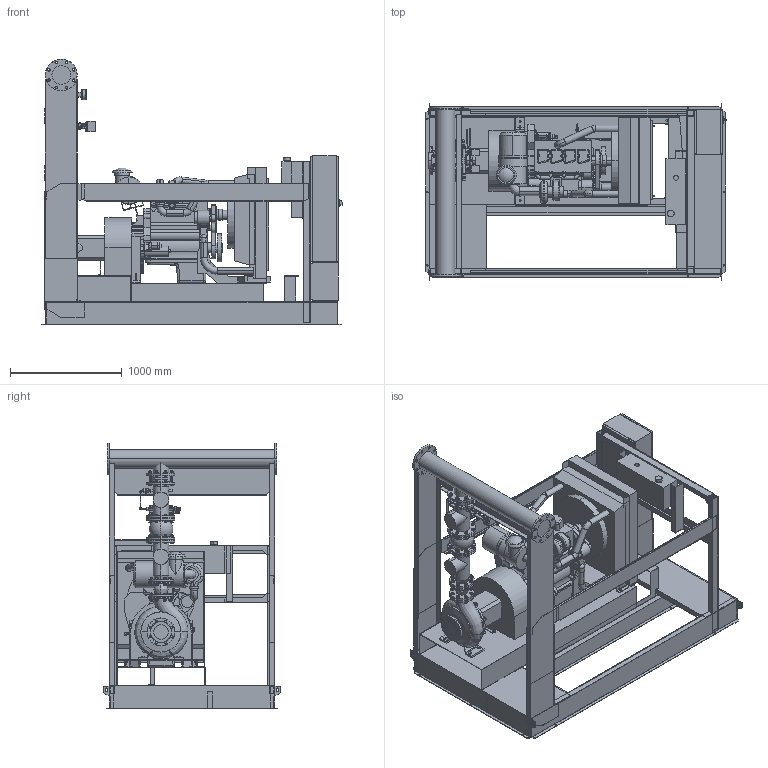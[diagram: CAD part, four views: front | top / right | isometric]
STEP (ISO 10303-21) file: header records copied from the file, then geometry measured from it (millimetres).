
FILE_DESCRIPTION((''),'2;1');
FILE_NAME('3d_Sifire-EN-100_315-294-197D-4183848.stp','2015-05-26T10:41:42',(''),(''),'Mechanical Desktop 2009','Mechanical Desktop 2009',', , ');
FILE_SCHEMA(('CONFIG_CONTROL_DESIGN'));
Length unit declared in the file: millimetre
Products named in the file (1): Product
Bounding box: 2685.5 x 1582 x 2379.5 mm (x, y, z)
Volume: 732152615.2 mm3; surface area: 44885704.3 mm2
Topology: 178 solids, 178 shells, 4754 faces, 11630 edges, 7320 vertices
Faces by surface type: plane 1817, bspline 1264, cylinder 999, cone 544, torus 122, sphere 8
Full cylindrical faces by diameter (mm): 359 x1
Entity records: 151378 total; most frequent: CARTESIAN_POINT 45211, ORIENTED_EDGE 23228, DIRECTION 20560, EDGE_CURVE 11614, VERTEX_POINT 7319, AXIS2_PLACEMENT_3D 7149, VECTOR 6262, LINE 6262
